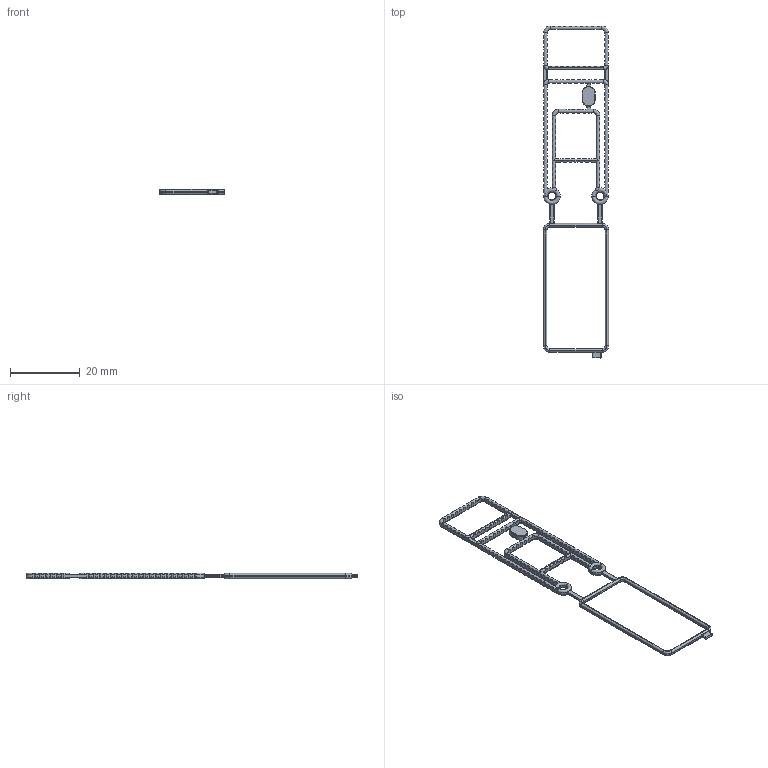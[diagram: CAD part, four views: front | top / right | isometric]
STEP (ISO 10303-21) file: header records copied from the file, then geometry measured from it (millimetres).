
FILE_DESCRIPTION (( 'STEP AP203' ), '1' );
FILE_NAME ('PAL-ACC15.step', '2020-10-29T13:45:21', ( '' ), ( '' ), 'SwSTEP 2.0', 'SolidWorks 2019', '' );
FILE_SCHEMA (( 'CONFIG_CONTROL_DESIGN' ));
Products named in the file (1): PAL-ACC15
Bounding box: 18.75 x 95.17 x 1.7 mm (x, y, z)
Volume: 508.9 mm3; surface area: 1623.9 mm2
Topology: 1 solids, 1 shells, 910 faces, 2484 edges, 1556 vertices
Faces by surface type: cylinder 450, plane 296, bspline 84, torus 80
Entity records: 36651 total; most frequent: CARTESIAN_POINT 15259, ORIENTED_EDGE 4952, DIRECTION 3782, EDGE_CURVE 2476, VERTEX_POINT 1556, AXIS2_PLACEMENT_3D 1265, VECTOR 1252, LINE 1252
